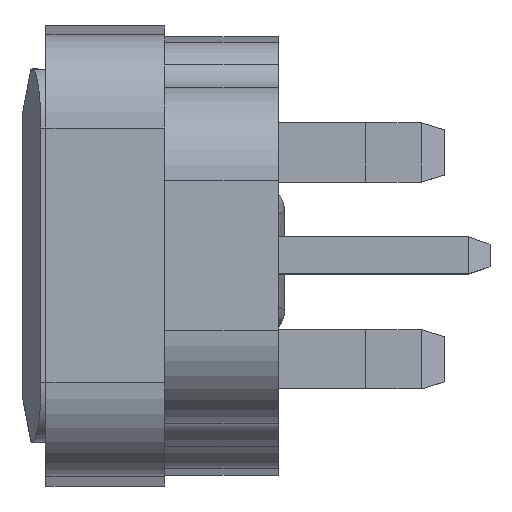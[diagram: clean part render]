
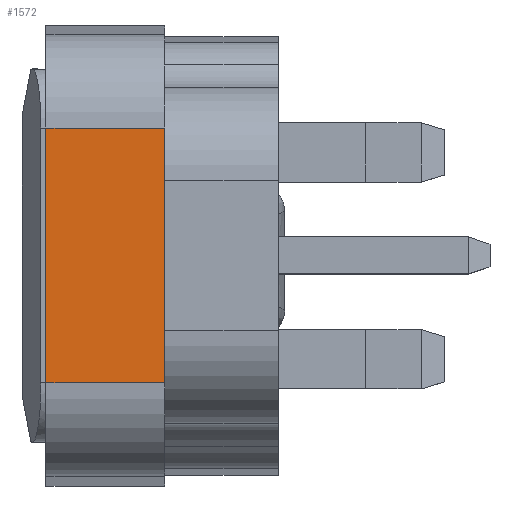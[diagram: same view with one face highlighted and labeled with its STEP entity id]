
A CAD part, top view. The second image highlights one B-rep face of the part: STEP entity #1572.
In plain terms, the highlighted face is planar.
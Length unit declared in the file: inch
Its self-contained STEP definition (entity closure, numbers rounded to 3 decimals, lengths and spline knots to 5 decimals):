
#79 = ORIENTED_EDGE ( 'NONE', *, *, #1857, .F. ) ;
#557 = CARTESIAN_POINT ( 'NONE',  ( 0.5369, 0.7874, -0.98 ) ) ;
#767 = ORIENTED_EDGE ( 'NONE', *, *, #14078, .T. ) ;
#1546 = LINE ( 'NONE', #3893, #9919 ) ;
#1572 = ADVANCED_FACE ( 'NONE', ( #2147 ), #16212, .F. ) ;
#1668 = AXIS2_PLACEMENT_3D ( 'NONE', #10275, #14147, #15469 ) ;
#1857 = EDGE_CURVE ( 'NONE', #11145, #7822, #1546, .T. ) ;
#2147 = FACE_OUTER_BOUND ( 'NONE', #10190, .T. ) ;
#2676 = DIRECTION ( 'NONE',  ( 0., 0., 1. ) ) ;
#3622 = DIRECTION ( 'NONE',  ( 1., 0., 0. ) ) ;
#3893 = CARTESIAN_POINT ( 'NONE',  ( 0.5369, 0.7874, -0.98 ) ) ;
#4556 = CARTESIAN_POINT ( 'NONE',  ( 0.5369, 0.7874, -0.48 ) ) ;
#5238 = EDGE_CURVE ( 'NONE', #6672, #11041, #6603, .T. ) ;
#6328 = VECTOR ( 'NONE', #2676, 39.37008 ) ;
#6603 = LINE ( 'NONE', #15326, #6328 ) ;
#6672 = VERTEX_POINT ( 'NONE', #13639 ) ;
#7158 = VECTOR ( 'NONE', #15720, 39.37008 ) ;
#7632 = ORIENTED_EDGE ( 'NONE', *, *, #15730, .F. ) ;
#7822 = VERTEX_POINT ( 'NONE', #11011 ) ;
#9919 = VECTOR ( 'NONE', #14126, 39.37008 ) ;
#10190 = EDGE_LOOP ( 'NONE', ( #767, #79, #7632, #16490 ) ) ;
#10275 = CARTESIAN_POINT ( 'NONE',  ( 0.5369, 0.7874, -0.98 ) ) ;
#11011 = CARTESIAN_POINT ( 'NONE',  ( 0.5369, 0.7874, -0.48 ) ) ;
#11041 = VERTEX_POINT ( 'NONE', #15309 ) ;
#11145 = VERTEX_POINT ( 'NONE', #557 ) ;
#12634 = VECTOR ( 'NONE', #3622, 39.37008 ) ;
#13138 = CARTESIAN_POINT ( 'NONE',  ( 0.5369, 0.7874, -0.98 ) ) ;
#13639 = CARTESIAN_POINT ( 'NONE',  ( -0.5369, 0.7874, -0.98 ) ) ;
#14078 = EDGE_CURVE ( 'NONE', #11041, #7822, #16178, .T. ) ;
#14126 = DIRECTION ( 'NONE',  ( 0., 0., 1. ) ) ;
#14147 = DIRECTION ( 'NONE',  ( 0., -1., 0. ) ) ;
#14633 = LINE ( 'NONE', #13138, #7158 ) ;
#15309 = CARTESIAN_POINT ( 'NONE',  ( -0.5369, 0.7874, -0.48 ) ) ;
#15326 = CARTESIAN_POINT ( 'NONE',  ( -0.5369, 0.7874, -0.98 ) ) ;
#15469 = DIRECTION ( 'NONE',  ( 0., 0., -1. ) ) ;
#15720 = DIRECTION ( 'NONE',  ( 1., 0., 0. ) ) ;
#15730 = EDGE_CURVE ( 'NONE', #6672, #11145, #14633, .T. ) ;
#16178 = LINE ( 'NONE', #4556, #12634 ) ;
#16212 = PLANE ( 'NONE',  #1668 ) ;
#16490 = ORIENTED_EDGE ( 'NONE', *, *, #5238, .T. ) ;
